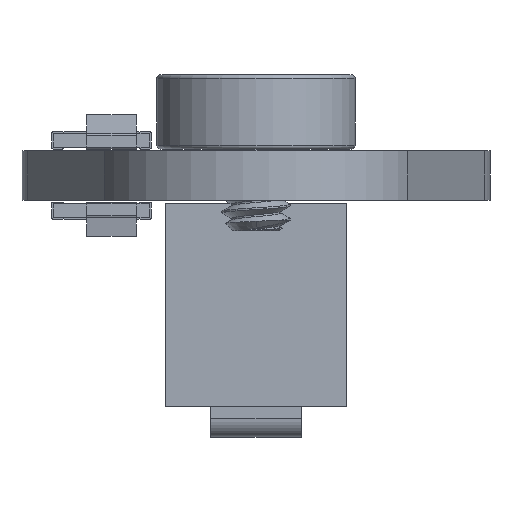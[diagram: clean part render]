
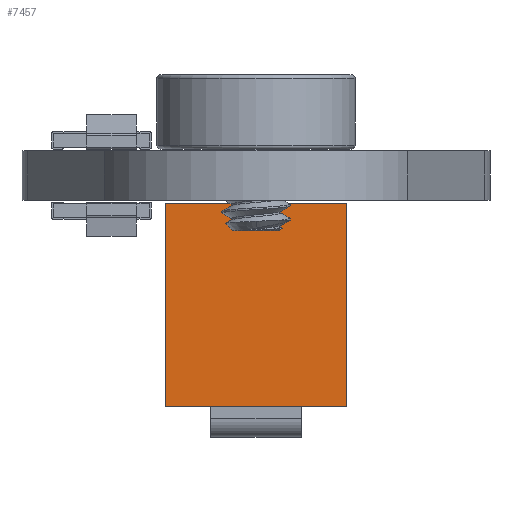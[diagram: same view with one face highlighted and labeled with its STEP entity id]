
A CAD part, front view. The second image highlights one B-rep face of the part: STEP entity #7457.
In plain terms, the highlighted face is planar.
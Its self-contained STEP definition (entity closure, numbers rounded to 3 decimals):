
#6008 = PLANE('',#6009);
#6009 = AXIS2_PLACEMENT_3D('',#6010,#6011,#6012);
#6010 = CARTESIAN_POINT('',(-9.65,-1.5,2.9));
#6011 = DIRECTION('',(0.,1.,0.));
#6012 = DIRECTION('',(-1.,0.,0.));
#6244 = VERTEX_POINT('',#6245);
#6245 = CARTESIAN_POINT('',(3.15,-1.5,2.9));
#6259 = PLANE('',#6260);
#6260 = AXIS2_PLACEMENT_3D('',#6261,#6262,#6263);
#6261 = CARTESIAN_POINT('',(-9.65,5.,2.9));
#6262 = DIRECTION('',(0.,0.,1.));
#6263 = DIRECTION('',(1.,0.,0.));
#6271 = EDGE_CURVE('',#6244,#6272,#6274,.T.);
#6272 = VERTEX_POINT('',#6273);
#6273 = CARTESIAN_POINT('',(3.15,-1.5,-2.9));
#6274 = SURFACE_CURVE('',#6275,(#6279,#6286),.PCURVE_S1.);
#6275 = LINE('',#6276,#6277);
#6276 = CARTESIAN_POINT('',(3.15,-1.5,2.9));
#6277 = VECTOR('',#6278,1.);
#6278 = DIRECTION('',(0.,0.,-1.));
#6279 = PCURVE('',#6008,#6280);
#6280 = DEFINITIONAL_REPRESENTATION('',(#6281),#6285);
#6281 = LINE('',#6282,#6283);
#6282 = CARTESIAN_POINT('',(-12.8,0.));
#6283 = VECTOR('',#6284,1.);
#6284 = DIRECTION('',(0.,-1.));
#6285 = ( GEOMETRIC_REPRESENTATION_CONTEXT(2) 
PARAMETRIC_REPRESENTATION_CONTEXT() REPRESENTATION_CONTEXT('2D SPACE',''
  ) );
#6286 = PCURVE('',#6287,#6292);
#6287 = PLANE('',#6288);
#6288 = AXIS2_PLACEMENT_3D('',#6289,#6290,#6291);
#6289 = CARTESIAN_POINT('',(3.15,5.,2.9));
#6290 = DIRECTION('',(-1.,0.,0.));
#6291 = DIRECTION('',(0.,0.,1.));
#6292 = DEFINITIONAL_REPRESENTATION('',(#6293),#6297);
#6293 = LINE('',#6294,#6295);
#6294 = CARTESIAN_POINT('',(0.,-6.5));
#6295 = VECTOR('',#6296,1.);
#6296 = DIRECTION('',(-1.,0.));
#6297 = ( GEOMETRIC_REPRESENTATION_CONTEXT(2) 
PARAMETRIC_REPRESENTATION_CONTEXT() REPRESENTATION_CONTEXT('2D SPACE',''
  ) );
#6313 = PLANE('',#6314);
#6314 = AXIS2_PLACEMENT_3D('',#6315,#6316,#6317);
#6315 = CARTESIAN_POINT('',(-9.65,5.,-2.9));
#6316 = DIRECTION('',(0.,0.,1.));
#6317 = DIRECTION('',(1.,0.,0.));
#6743 = PLANE('',#6744);
#6744 = AXIS2_PLACEMENT_3D('',#6745,#6746,#6747);
#6745 = CARTESIAN_POINT('',(-9.65,5.,2.9));
#6746 = DIRECTION('',(0.,-1.,0.));
#6747 = DIRECTION('',(0.,0.,-1.));
#7147 = EDGE_CURVE('',#6272,#7148,#7150,.T.);
#7148 = VERTEX_POINT('',#7149);
#7149 = CARTESIAN_POINT('',(3.15,5.,-2.9));
#7150 = SURFACE_CURVE('',#7151,(#7155,#7162),.PCURVE_S1.);
#7151 = LINE('',#7152,#7153);
#7152 = CARTESIAN_POINT('',(3.15,5.,-2.9));
#7153 = VECTOR('',#7154,1.);
#7154 = DIRECTION('',(0.,1.,0.));
#7155 = PCURVE('',#6313,#7156);
#7156 = DEFINITIONAL_REPRESENTATION('',(#7157),#7161);
#7157 = LINE('',#7158,#7159);
#7158 = CARTESIAN_POINT('',(12.8,0.));
#7159 = VECTOR('',#7160,1.);
#7160 = DIRECTION('',(0.,1.));
#7161 = ( GEOMETRIC_REPRESENTATION_CONTEXT(2) 
PARAMETRIC_REPRESENTATION_CONTEXT() REPRESENTATION_CONTEXT('2D SPACE',''
  ) );
#7162 = PCURVE('',#6287,#7163);
#7163 = DEFINITIONAL_REPRESENTATION('',(#7164),#7168);
#7164 = LINE('',#7165,#7166);
#7165 = CARTESIAN_POINT('',(-5.8,0.));
#7166 = VECTOR('',#7167,1.);
#7167 = DIRECTION('',(0.,1.));
#7168 = ( GEOMETRIC_REPRESENTATION_CONTEXT(2) 
PARAMETRIC_REPRESENTATION_CONTEXT() REPRESENTATION_CONTEXT('2D SPACE',''
  ) );
#7387 = EDGE_CURVE('',#6244,#7388,#7390,.T.);
#7388 = VERTEX_POINT('',#7389);
#7389 = CARTESIAN_POINT('',(3.15,5.,2.9));
#7390 = SURFACE_CURVE('',#7391,(#7395,#7402),.PCURVE_S1.);
#7391 = LINE('',#7392,#7393);
#7392 = CARTESIAN_POINT('',(3.15,5.,2.9));
#7393 = VECTOR('',#7394,1.);
#7394 = DIRECTION('',(0.,1.,0.));
#7395 = PCURVE('',#6259,#7396);
#7396 = DEFINITIONAL_REPRESENTATION('',(#7397),#7401);
#7397 = LINE('',#7398,#7399);
#7398 = CARTESIAN_POINT('',(12.8,0.));
#7399 = VECTOR('',#7400,1.);
#7400 = DIRECTION('',(0.,1.));
#7401 = ( GEOMETRIC_REPRESENTATION_CONTEXT(2) 
PARAMETRIC_REPRESENTATION_CONTEXT() REPRESENTATION_CONTEXT('2D SPACE',''
  ) );
#7402 = PCURVE('',#6287,#7403);
#7403 = DEFINITIONAL_REPRESENTATION('',(#7404),#7408);
#7404 = LINE('',#7405,#7406);
#7405 = CARTESIAN_POINT('',(0.,0.));
#7406 = VECTOR('',#7407,1.);
#7407 = DIRECTION('',(0.,1.));
#7408 = ( GEOMETRIC_REPRESENTATION_CONTEXT(2) 
PARAMETRIC_REPRESENTATION_CONTEXT() REPRESENTATION_CONTEXT('2D SPACE',''
  ) );
#7457 = ADVANCED_FACE('',(#7458),#6287,.F.);
#7458 = FACE_BOUND('',#7459,.T.);
#7459 = EDGE_LOOP('',(#7460,#7461,#7482,#7483));
#7460 = ORIENTED_EDGE('',*,*,#7147,.T.);
#7461 = ORIENTED_EDGE('',*,*,#7462,.F.);
#7462 = EDGE_CURVE('',#7388,#7148,#7463,.T.);
#7463 = SURFACE_CURVE('',#7464,(#7468,#7475),.PCURVE_S1.);
#7464 = LINE('',#7465,#7466);
#7465 = CARTESIAN_POINT('',(3.15,5.,2.9));
#7466 = VECTOR('',#7467,1.);
#7467 = DIRECTION('',(0.,0.,-1.));
#7468 = PCURVE('',#6287,#7469);
#7469 = DEFINITIONAL_REPRESENTATION('',(#7470),#7474);
#7470 = LINE('',#7471,#7472);
#7471 = CARTESIAN_POINT('',(0.,0.));
#7472 = VECTOR('',#7473,1.);
#7473 = DIRECTION('',(-1.,0.));
#7474 = ( GEOMETRIC_REPRESENTATION_CONTEXT(2) 
PARAMETRIC_REPRESENTATION_CONTEXT() REPRESENTATION_CONTEXT('2D SPACE',''
  ) );
#7475 = PCURVE('',#6743,#7476);
#7476 = DEFINITIONAL_REPRESENTATION('',(#7477),#7481);
#7477 = LINE('',#7478,#7479);
#7478 = CARTESIAN_POINT('',(0.,12.8));
#7479 = VECTOR('',#7480,1.);
#7480 = DIRECTION('',(1.,0.));
#7481 = ( GEOMETRIC_REPRESENTATION_CONTEXT(2) 
PARAMETRIC_REPRESENTATION_CONTEXT() REPRESENTATION_CONTEXT('2D SPACE',''
  ) );
#7482 = ORIENTED_EDGE('',*,*,#7387,.F.);
#7483 = ORIENTED_EDGE('',*,*,#6271,.T.);
